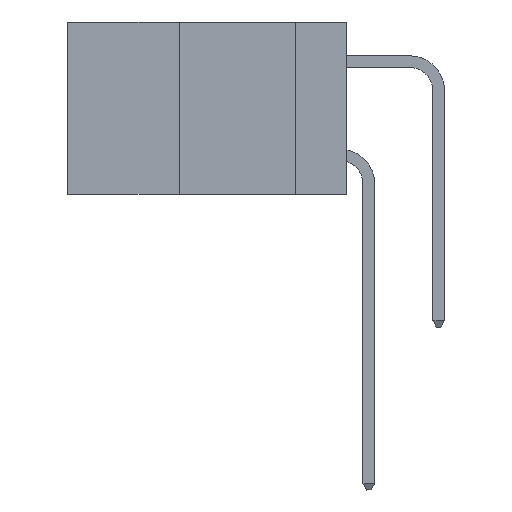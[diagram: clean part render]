
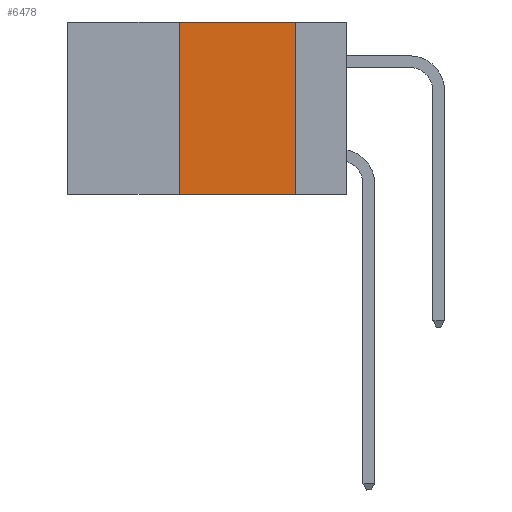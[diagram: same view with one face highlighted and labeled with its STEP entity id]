
A CAD part, left-side view. The second image highlights one B-rep face of the part: STEP entity #6478.
In plain terms, the highlighted planar face has unit normal (-1, 0, 0).
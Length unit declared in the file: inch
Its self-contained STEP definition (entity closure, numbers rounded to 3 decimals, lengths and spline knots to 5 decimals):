
#574 = PLANE ( 'NONE',  #13588 ) ;
#776 = LINE ( 'NONE', #1534, #5324 ) ;
#1534 = CARTESIAN_POINT ( 'NONE',  ( 0., 0.6, -0.37 ) ) ;
#1621 = VERTEX_POINT ( 'NONE', #13113 ) ;
#1760 = LINE ( 'NONE', #12849, #13084 ) ;
#2338 = CARTESIAN_POINT ( 'NONE',  ( 0., 0.11, 0. ) ) ;
#3008 = ORIENTED_EDGE ( 'NONE', *, *, #8685, .T. ) ;
#3285 = CARTESIAN_POINT ( 'NONE',  ( 0., 0.11, -0.37 ) ) ;
#3643 = LINE ( 'NONE', #2338, #11082 ) ;
#3852 = DIRECTION ( 'NONE',  ( 0., 0., -1. ) ) ;
#3912 = DIRECTION ( 'NONE',  ( 0., 0., 1. ) ) ;
#5186 = CARTESIAN_POINT ( 'NONE',  ( 0., 0.6, 0. ) ) ;
#5246 = VECTOR ( 'NONE', #3912, 39.37008 ) ;
#5324 = VECTOR ( 'NONE', #13340, 39.37008 ) ;
#6478 = ADVANCED_FACE ( 'NONE', ( #10346 ), #574, .F. ) ;
#6703 = DIRECTION ( 'NONE',  ( 0., 0., -1. ) ) ;
#8319 = CARTESIAN_POINT ( 'NONE',  ( 0., 0.36, 0. ) ) ;
#8344 = CARTESIAN_POINT ( 'NONE',  ( 0., 0.36, 0. ) ) ;
#8547 = DIRECTION ( 'NONE',  ( 0., -1., 0. ) ) ;
#8685 = EDGE_CURVE ( 'NONE', #16153, #15213, #776, .T. ) ;
#9063 = ORIENTED_EDGE ( 'NONE', *, *, #17378, .F. ) ;
#9080 = VERTEX_POINT ( 'NONE', #8319 ) ;
#10016 = CARTESIAN_POINT ( 'NONE',  ( 0., 0.36, -0.37 ) ) ;
#10303 = EDGE_CURVE ( 'NONE', #16153, #9080, #13005, .T. ) ;
#10346 = FACE_OUTER_BOUND ( 'NONE', #16435, .T. ) ;
#11082 = VECTOR ( 'NONE', #3852, 39.37008 ) ;
#12849 = CARTESIAN_POINT ( 'NONE',  ( 0., 0.6, 0. ) ) ;
#13005 = LINE ( 'NONE', #8344, #5246 ) ;
#13084 = VECTOR ( 'NONE', #8547, 39.37008 ) ;
#13113 = CARTESIAN_POINT ( 'NONE',  ( 0., 0.11, 0. ) ) ;
#13340 = DIRECTION ( 'NONE',  ( 0., -1., 0. ) ) ;
#13588 = AXIS2_PLACEMENT_3D ( 'NONE', #5186, #15413, #6703 ) ;
#15213 = VERTEX_POINT ( 'NONE', #3285 ) ;
#15413 = DIRECTION ( 'NONE',  ( 1., 0., 0. ) ) ;
#16153 = VERTEX_POINT ( 'NONE', #10016 ) ;
#16435 = EDGE_LOOP ( 'NONE', ( #9063, #17731, #18183, #3008 ) ) ;
#17378 = EDGE_CURVE ( 'NONE', #1621, #15213, #3643, .T. ) ;
#17485 = EDGE_CURVE ( 'NONE', #9080, #1621, #1760, .T. ) ;
#17731 = ORIENTED_EDGE ( 'NONE', *, *, #17485, .F. ) ;
#18183 = ORIENTED_EDGE ( 'NONE', *, *, #10303, .F. ) ;
